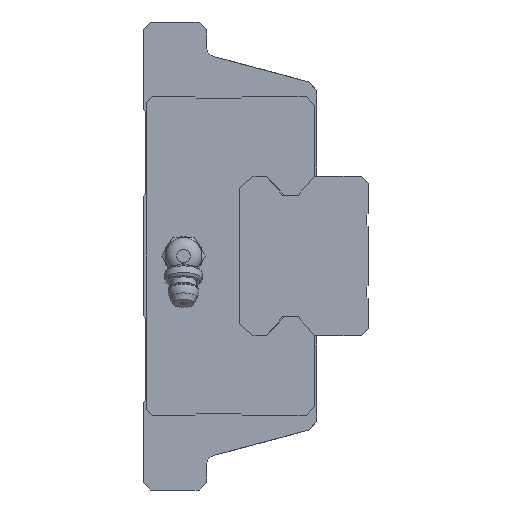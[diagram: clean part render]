
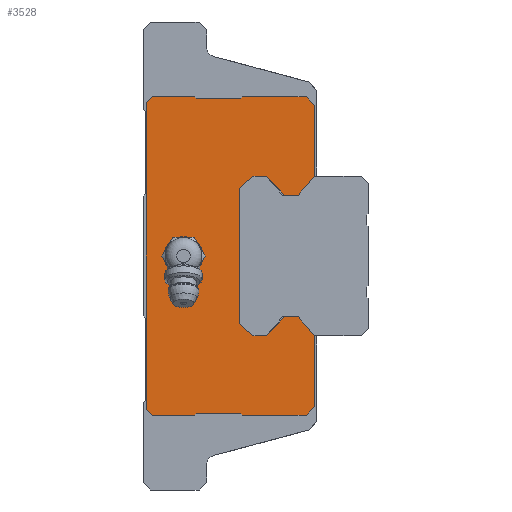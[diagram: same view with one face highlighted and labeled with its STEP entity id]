
A CAD part, left-side view. The second image highlights one B-rep face of the part: STEP entity #3528.
In plain terms, the highlighted planar face has unit normal (-1, 0, 0).
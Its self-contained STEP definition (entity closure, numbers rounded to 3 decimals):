
#759=ORIENTED_EDGE('',*,*,#1424,.F.);
#760=ORIENTED_EDGE('',*,*,#1478,.F.);
#761=ORIENTED_EDGE('',*,*,#1476,.F.);
#762=ORIENTED_EDGE('',*,*,#1474,.F.);
#763=ORIENTED_EDGE('',*,*,#1472,.F.);
#764=ORIENTED_EDGE('',*,*,#1470,.F.);
#765=ORIENTED_EDGE('',*,*,#1468,.F.);
#766=ORIENTED_EDGE('',*,*,#1466,.F.);
#767=ORIENTED_EDGE('',*,*,#1464,.F.);
#768=ORIENTED_EDGE('',*,*,#1462,.F.);
#769=ORIENTED_EDGE('',*,*,#1460,.F.);
#770=ORIENTED_EDGE('',*,*,#1458,.F.);
#771=ORIENTED_EDGE('',*,*,#1456,.F.);
#772=ORIENTED_EDGE('',*,*,#1454,.F.);
#773=ORIENTED_EDGE('',*,*,#1452,.F.);
#774=ORIENTED_EDGE('',*,*,#1450,.F.);
#775=ORIENTED_EDGE('',*,*,#1448,.F.);
#776=ORIENTED_EDGE('',*,*,#1446,.F.);
#777=ORIENTED_EDGE('',*,*,#1444,.F.);
#778=ORIENTED_EDGE('',*,*,#1442,.F.);
#779=ORIENTED_EDGE('',*,*,#1440,.F.);
#780=ORIENTED_EDGE('',*,*,#1438,.F.);
#781=ORIENTED_EDGE('',*,*,#1436,.F.);
#782=ORIENTED_EDGE('',*,*,#1434,.F.);
#783=ORIENTED_EDGE('',*,*,#1432,.F.);
#784=ORIENTED_EDGE('',*,*,#1430,.F.);
#785=ORIENTED_EDGE('',*,*,#1428,.F.);
#786=ORIENTED_EDGE('',*,*,#1426,.F.);
#787=ORIENTED_EDGE('',*,*,#1479,.T.);
#788=ORIENTED_EDGE('',*,*,#1480,.T.);
#789=ORIENTED_EDGE('',*,*,#1481,.T.);
#790=ORIENTED_EDGE('',*,*,#1482,.T.);
#791=ORIENTED_EDGE('',*,*,#1483,.T.);
#792=ORIENTED_EDGE('',*,*,#1484,.T.);
#1424=EDGE_CURVE('',#1839,#1840,#2227,.T.);
#1426=EDGE_CURVE('',#1840,#1841,#2229,.T.);
#1428=EDGE_CURVE('',#1841,#1842,#2231,.T.);
#1430=EDGE_CURVE('',#1842,#1843,#2233,.T.);
#1432=EDGE_CURVE('',#1843,#1844,#2235,.T.);
#1434=EDGE_CURVE('',#1844,#1845,#2237,.T.);
#1436=EDGE_CURVE('',#1845,#1846,#2239,.T.);
#1438=EDGE_CURVE('',#1846,#1847,#2241,.T.);
#1440=EDGE_CURVE('',#1847,#1848,#2243,.T.);
#1442=EDGE_CURVE('',#1848,#1849,#2245,.T.);
#1444=EDGE_CURVE('',#1849,#1850,#2247,.T.);
#1446=EDGE_CURVE('',#1850,#1851,#2249,.T.);
#1448=EDGE_CURVE('',#1851,#1852,#2251,.T.);
#1450=EDGE_CURVE('',#1852,#1853,#2253,.T.);
#1452=EDGE_CURVE('',#1853,#1854,#2255,.T.);
#1454=EDGE_CURVE('',#1854,#1855,#2257,.T.);
#1456=EDGE_CURVE('',#1855,#1856,#2259,.T.);
#1458=EDGE_CURVE('',#1856,#1857,#2261,.T.);
#1460=EDGE_CURVE('',#1857,#1858,#2263,.T.);
#1462=EDGE_CURVE('',#1858,#1859,#2265,.T.);
#1464=EDGE_CURVE('',#1859,#1860,#2267,.T.);
#1466=EDGE_CURVE('',#1860,#1861,#2269,.T.);
#1468=EDGE_CURVE('',#1861,#1862,#2271,.T.);
#1470=EDGE_CURVE('',#1862,#1863,#2273,.T.);
#1472=EDGE_CURVE('',#1863,#1864,#2275,.T.);
#1474=EDGE_CURVE('',#1864,#1865,#2277,.T.);
#1476=EDGE_CURVE('',#1865,#1866,#2279,.T.);
#1478=EDGE_CURVE('',#1866,#1839,#2281,.T.);
#1479=EDGE_CURVE('',#1867,#1868,#2282,.T.);
#1480=EDGE_CURVE('',#1868,#1869,#2283,.T.);
#1481=EDGE_CURVE('',#1869,#1870,#2284,.T.);
#1482=EDGE_CURVE('',#1870,#1871,#2285,.T.);
#1483=EDGE_CURVE('',#1871,#1872,#2286,.T.);
#1484=EDGE_CURVE('',#1872,#1867,#2287,.T.);
#1839=VERTEX_POINT('',#5420);
#1840=VERTEX_POINT('',#5422);
#1841=VERTEX_POINT('',#5426);
#1842=VERTEX_POINT('',#5430);
#1843=VERTEX_POINT('',#5434);
#1844=VERTEX_POINT('',#5438);
#1845=VERTEX_POINT('',#5442);
#1846=VERTEX_POINT('',#5446);
#1847=VERTEX_POINT('',#5450);
#1848=VERTEX_POINT('',#5454);
#1849=VERTEX_POINT('',#5458);
#1850=VERTEX_POINT('',#5462);
#1851=VERTEX_POINT('',#5466);
#1852=VERTEX_POINT('',#5470);
#1853=VERTEX_POINT('',#5474);
#1854=VERTEX_POINT('',#5478);
#1855=VERTEX_POINT('',#5482);
#1856=VERTEX_POINT('',#5486);
#1857=VERTEX_POINT('',#5490);
#1858=VERTEX_POINT('',#5494);
#1859=VERTEX_POINT('',#5498);
#1860=VERTEX_POINT('',#5502);
#1861=VERTEX_POINT('',#5506);
#1862=VERTEX_POINT('',#5510);
#1863=VERTEX_POINT('',#5514);
#1864=VERTEX_POINT('',#5518);
#1865=VERTEX_POINT('',#5522);
#1866=VERTEX_POINT('',#5526);
#1867=VERTEX_POINT('',#5532);
#1868=VERTEX_POINT('',#5533);
#1869=VERTEX_POINT('',#5535);
#1870=VERTEX_POINT('',#5537);
#1871=VERTEX_POINT('',#5539);
#1872=VERTEX_POINT('',#5541);
#2227=LINE('',#5421,#2647);
#2229=LINE('',#5425,#2649);
#2231=LINE('',#5429,#2651);
#2233=LINE('',#5433,#2653);
#2235=LINE('',#5437,#2655);
#2237=LINE('',#5441,#2657);
#2239=LINE('',#5445,#2659);
#2241=LINE('',#5449,#2661);
#2243=LINE('',#5453,#2663);
#2245=LINE('',#5457,#2665);
#2247=LINE('',#5461,#2667);
#2249=LINE('',#5465,#2669);
#2251=LINE('',#5469,#2671);
#2253=LINE('',#5473,#2673);
#2255=LINE('',#5477,#2675);
#2257=LINE('',#5481,#2677);
#2259=LINE('',#5485,#2679);
#2261=LINE('',#5489,#2681);
#2263=LINE('',#5493,#2683);
#2265=LINE('',#5497,#2685);
#2267=LINE('',#5501,#2687);
#2269=LINE('',#5505,#2689);
#2271=LINE('',#5509,#2691);
#2273=LINE('',#5513,#2693);
#2275=LINE('',#5517,#2695);
#2277=LINE('',#5521,#2697);
#2279=LINE('',#5525,#2699);
#2281=LINE('',#5529,#2701);
#2282=LINE('',#5531,#2702);
#2283=LINE('',#5534,#2703);
#2284=LINE('',#5536,#2704);
#2285=LINE('',#5538,#2705);
#2286=LINE('',#5540,#2706);
#2287=LINE('',#5542,#2707);
#2647=VECTOR('',#4361,1000.);
#2649=VECTOR('',#4365,1000.);
#2651=VECTOR('',#4369,1000.);
#2653=VECTOR('',#4373,1000.);
#2655=VECTOR('',#4377,1000.);
#2657=VECTOR('',#4381,1000.);
#2659=VECTOR('',#4385,1000.);
#2661=VECTOR('',#4389,1000.);
#2663=VECTOR('',#4393,1000.);
#2665=VECTOR('',#4397,1000.);
#2667=VECTOR('',#4401,1000.);
#2669=VECTOR('',#4405,1000.);
#2671=VECTOR('',#4409,1000.);
#2673=VECTOR('',#4413,1000.);
#2675=VECTOR('',#4417,1000.);
#2677=VECTOR('',#4421,1000.);
#2679=VECTOR('',#4425,1000.);
#2681=VECTOR('',#4429,1000.);
#2683=VECTOR('',#4433,1000.);
#2685=VECTOR('',#4437,1000.);
#2687=VECTOR('',#4441,1000.);
#2689=VECTOR('',#4445,1000.);
#2691=VECTOR('',#4449,1000.);
#2693=VECTOR('',#4453,1000.);
#2695=VECTOR('',#4457,1000.);
#2697=VECTOR('',#4461,1000.);
#2699=VECTOR('',#4465,1000.);
#2701=VECTOR('',#4469,1000.);
#2702=VECTOR('',#4472,1000.);
#2703=VECTOR('',#4473,1000.);
#2704=VECTOR('',#4474,1000.);
#2705=VECTOR('',#4475,1000.);
#2706=VECTOR('',#4476,1000.);
#2707=VECTOR('',#4477,1000.);
#2925=EDGE_LOOP('',(#759,#760,#761,#762,#763,#764,#765,#766,#767,#768,#769,
#770,#771,#772,#773,#774,#775,#776,#777,#778,#779,#780,#781,#782,#783,#784,
#785,#786));
#2926=EDGE_LOOP('',(#787,#788,#789,#790,#791,#792));
#3150=FACE_BOUND('',#2925,.T.);
#3151=FACE_BOUND('',#2926,.T.);
#3362=PLANE('',#3771);
#3528=ADVANCED_FACE('',(#3150,#3151),#3362,.F.);
#3771=AXIS2_PLACEMENT_3D('',#5530,#4470,#4471);
#4361=DIRECTION('',(0.,-0.707,0.707));
#4365=DIRECTION('',(0.,-1.,0.));
#4369=DIRECTION('',(0.,-0.707,-0.707));
#4373=DIRECTION('',(0.,-1.,0.));
#4377=DIRECTION('',(0.,-0.707,0.707));
#4381=DIRECTION('',(0.,-1.,0.));
#4385=DIRECTION('',(0.,-0.707,-0.707));
#4389=DIRECTION('',(0.,0.,-1.));
#4393=DIRECTION('',(0.,0.659,-0.753));
#4397=DIRECTION('',(0.,1.,0.));
#4401=DIRECTION('',(0.,0.689,0.725));
#4405=DIRECTION('',(0.,1.,0.));
#4409=DIRECTION('',(0.,0.752,-0.659));
#4413=DIRECTION('',(0.,0.,-1.));
#4417=DIRECTION('',(0.,-0.752,-0.659));
#4421=DIRECTION('',(0.,-1.,0.));
#4425=DIRECTION('',(0.,-0.689,0.725));
#4429=DIRECTION('',(0.,-1.,0.));
#4433=DIRECTION('',(0.,-0.659,-0.753));
#4437=DIRECTION('',(0.,0.,-1.));
#4441=DIRECTION('',(0.,0.707,-0.707));
#4445=DIRECTION('',(0.,1.,0.));
#4449=DIRECTION('',(0.,0.707,0.707));
#4453=DIRECTION('',(0.,1.,0.));
#4457=DIRECTION('',(0.,0.707,-0.707));
#4461=DIRECTION('',(0.,1.,0.));
#4465=DIRECTION('',(0.,0.707,0.707));
#4469=DIRECTION('',(0.,0.,1.));
#4470=DIRECTION('',(1.,0.,0.));
#4471=DIRECTION('',(0.,0.,-1.));
#4472=DIRECTION('',(0.,1.,0.));
#4473=DIRECTION('',(0.,0.5,0.866));
#4474=DIRECTION('',(0.,-0.5,0.866));
#4475=DIRECTION('',(0.,-1.,0.));
#4476=DIRECTION('',(0.,-0.5,-0.866));
#4477=DIRECTION('',(0.,0.5,-0.866));
#5420=CARTESIAN_POINT('',(-36.75,-0.5,32.7));
#5421=CARTESIAN_POINT('',(-36.75,-0.5,32.7));
#5422=CARTESIAN_POINT('',(-36.75,-1.8,34.));
#5425=CARTESIAN_POINT('',(-36.75,-1.8,34.));
#5426=CARTESIAN_POINT('',(-36.75,-10.89,34.));
#5429=CARTESIAN_POINT('',(-36.75,-10.89,34.));
#5430=CARTESIAN_POINT('',(-36.75,-11.29,33.6));
#5433=CARTESIAN_POINT('',(-36.75,-11.29,33.6));
#5434=CARTESIAN_POINT('',(-36.75,-20.7,33.6));
#5437=CARTESIAN_POINT('',(-36.75,-20.7,33.6));
#5438=CARTESIAN_POINT('',(-36.75,-21.1,34.));
#5441=CARTESIAN_POINT('',(-36.75,-21.1,34.));
#5442=CARTESIAN_POINT('',(-36.75,-34.7,34.));
#5445=CARTESIAN_POINT('',(-36.75,-34.7,34.));
#5446=CARTESIAN_POINT('',(-36.75,-36.5,32.2));
#5449=CARTESIAN_POINT('',(-36.75,-36.5,32.2));
#5450=CARTESIAN_POINT('',(-36.75,-36.5,17.));
#5453=CARTESIAN_POINT('',(-36.75,-36.5,17.));
#5454=CARTESIAN_POINT('',(-36.75,-33.,13.));
#5457=CARTESIAN_POINT('',(-36.75,-33.,13.));
#5458=CARTESIAN_POINT('',(-36.75,-30.,13.));
#5461=CARTESIAN_POINT('',(-36.75,-30.,13.));
#5462=CARTESIAN_POINT('',(-36.75,-26.2,17.));
#5465=CARTESIAN_POINT('',(-36.75,-26.2,17.));
#5466=CARTESIAN_POINT('',(-36.75,-23.35,17.));
#5469=CARTESIAN_POINT('',(-36.75,-23.35,17.));
#5470=CARTESIAN_POINT('',(-36.75,-20.5,14.5));
#5473=CARTESIAN_POINT('',(-36.75,-20.5,14.5));
#5474=CARTESIAN_POINT('',(-36.75,-20.5,-14.5));
#5477=CARTESIAN_POINT('',(-36.75,-20.5,-14.5));
#5478=CARTESIAN_POINT('',(-36.75,-23.35,-17.));
#5481=CARTESIAN_POINT('',(-36.75,-23.35,-17.));
#5482=CARTESIAN_POINT('',(-36.75,-26.2,-17.));
#5485=CARTESIAN_POINT('',(-36.75,-26.2,-17.));
#5486=CARTESIAN_POINT('',(-36.75,-30.,-13.));
#5489=CARTESIAN_POINT('',(-36.75,-30.,-13.));
#5490=CARTESIAN_POINT('',(-36.75,-33.,-13.));
#5493=CARTESIAN_POINT('',(-36.75,-33.,-13.));
#5494=CARTESIAN_POINT('',(-36.75,-36.5,-17.));
#5497=CARTESIAN_POINT('',(-36.75,-36.5,-17.));
#5498=CARTESIAN_POINT('',(-36.75,-36.5,-32.2));
#5501=CARTESIAN_POINT('',(-36.75,-36.5,-32.2));
#5502=CARTESIAN_POINT('',(-36.75,-34.7,-34.));
#5505=CARTESIAN_POINT('',(-36.75,-34.7,-34.));
#5506=CARTESIAN_POINT('',(-36.75,-21.1,-34.));
#5509=CARTESIAN_POINT('',(-36.75,-21.1,-34.));
#5510=CARTESIAN_POINT('',(-36.75,-20.7,-33.6));
#5513=CARTESIAN_POINT('',(-36.75,-20.7,-33.6));
#5514=CARTESIAN_POINT('',(-36.75,-11.29,-33.6));
#5517=CARTESIAN_POINT('',(-36.75,-11.29,-33.6));
#5518=CARTESIAN_POINT('',(-36.75,-10.89,-34.));
#5521=CARTESIAN_POINT('',(-36.75,-10.89,-34.));
#5522=CARTESIAN_POINT('',(-36.75,-1.8,-34.));
#5525=CARTESIAN_POINT('',(-36.75,-1.8,-34.));
#5526=CARTESIAN_POINT('',(-36.75,-0.5,-32.7));
#5529=CARTESIAN_POINT('',(-36.75,-0.5,-32.7));
#5530=CARTESIAN_POINT('',(-36.75,0.,0.));
#5531=CARTESIAN_POINT('',(-36.75,-10.809,-4.));
#5532=CARTESIAN_POINT('',(-36.75,-10.809,-4.));
#5533=CARTESIAN_POINT('',(-36.75,-6.191,-4.));
#5534=CARTESIAN_POINT('',(-36.75,-6.191,-4.));
#5535=CARTESIAN_POINT('',(-36.75,-3.881,0.));
#5536=CARTESIAN_POINT('',(-36.75,-3.881,0.));
#5537=CARTESIAN_POINT('',(-36.75,-6.191,4.));
#5538=CARTESIAN_POINT('',(-36.75,-6.191,4.));
#5539=CARTESIAN_POINT('',(-36.75,-10.809,4.));
#5540=CARTESIAN_POINT('',(-36.75,-10.809,4.));
#5541=CARTESIAN_POINT('',(-36.75,-13.119,0.));
#5542=CARTESIAN_POINT('',(-36.75,-13.119,0.));
